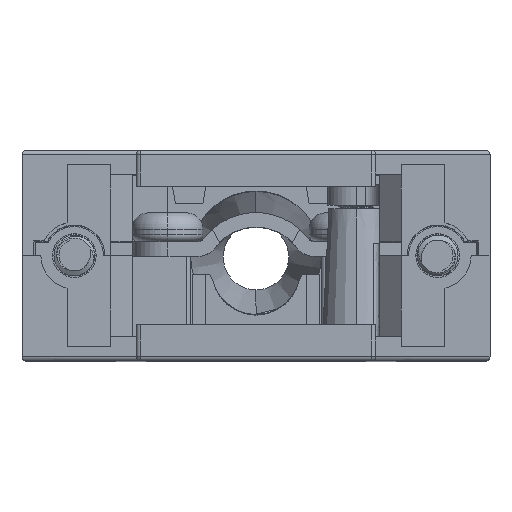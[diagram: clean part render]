
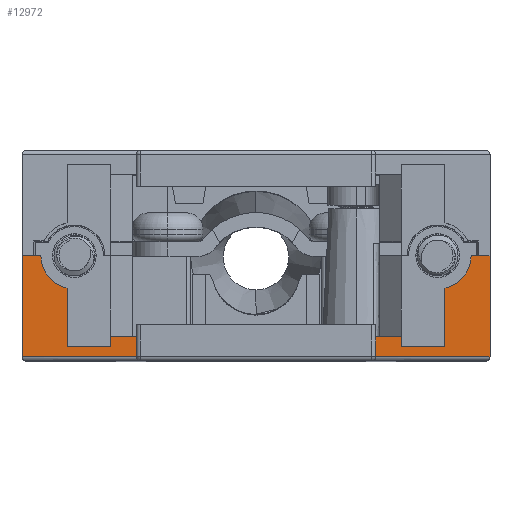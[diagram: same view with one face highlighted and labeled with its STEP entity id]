
A CAD part, top view. The second image highlights one B-rep face of the part: STEP entity #12972.
In plain terms, the highlighted planar face has unit normal (0, 0, 1).
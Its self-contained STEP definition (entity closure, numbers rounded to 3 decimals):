
#230 = ORIENTED_EDGE ( 'NONE', *, *, #26485, .F. ) ;
#501 = CARTESIAN_POINT ( 'NONE',  ( -13., -2.245, 0. ) ) ;
#563 = CARTESIAN_POINT ( 'NONE',  ( 16.1, -6.95, 0. ) ) ;
#594 = CARTESIAN_POINT ( 'NONE',  ( -10., 0., 0. ) ) ;
#638 = CARTESIAN_POINT ( 'NONE',  ( -12.5, 0., 0. ) ) ;
#975 = LINE ( 'NONE', #16016, #14571 ) ;
#1103 = VECTOR ( 'NONE', #13759, 1000. ) ;
#1365 = EDGE_CURVE ( 'NONE', #20258, #27922, #31984, .T. ) ;
#1471 = VECTOR ( 'NONE', #21167, 1000. ) ;
#1803 = CARTESIAN_POINT ( 'NONE',  ( 14.8, 0., 0. ) ) ;
#2384 = CARTESIAN_POINT ( 'NONE',  ( 10., -6.25, 0. ) ) ;
#2947 = ORIENTED_EDGE ( 'NONE', *, *, #14215, .T. ) ;
#2948 = EDGE_CURVE ( 'NONE', #25149, #10052, #19520, .T. ) ;
#3072 = DIRECTION ( 'NONE',  ( 0., 1., 0. ) ) ;
#3432 = VERTEX_POINT ( 'NONE', #22416 ) ;
#3516 = VECTOR ( 'NONE', #25724, 1000. ) ;
#3569 = AXIS2_PLACEMENT_3D ( 'NONE', #18181, #28735, #7461 ) ;
#4101 = LINE ( 'NONE', #32991, #18325 ) ;
#4513 = VECTOR ( 'NONE', #3072, 1000. ) ;
#4953 = CARTESIAN_POINT ( 'NONE',  ( -8.25, -6.25, 0. ) ) ;
#5118 = VERTEX_POINT ( 'NONE', #22667 ) ;
#5192 = DIRECTION ( 'NONE',  ( 1., 0., 0. ) ) ;
#5425 = CARTESIAN_POINT ( 'NONE',  ( -10., -6.25, 0. ) ) ;
#5511 = EDGE_CURVE ( 'NONE', #25149, #5118, #31875, .T. ) ;
#5545 = FACE_OUTER_BOUND ( 'NONE', #7601, .T. ) ;
#5620 = EDGE_CURVE ( 'NONE', #30463, #14865, #8484, .T. ) ;
#5928 = EDGE_CURVE ( 'NONE', #27922, #26049, #31112, .T. ) ;
#5972 = EDGE_CURVE ( 'NONE', #21394, #20823, #21443, .T. ) ;
#6008 = EDGE_CURVE ( 'NONE', #3432, #30463, #16225, .T. ) ;
#6166 = EDGE_CURVE ( 'NONE', #14643, #17841, #4101, .T. ) ;
#6237 = DIRECTION ( 'NONE',  ( 0., 1., 0. ) ) ;
#6492 = LINE ( 'NONE', #27273, #1103 ) ;
#6687 = DIRECTION ( 'NONE',  ( 0., 0., 1. ) ) ;
#7091 = ORIENTED_EDGE ( 'NONE', *, *, #24378, .F. ) ;
#7461 = DIRECTION ( 'NONE',  ( 1., 0., 0. ) ) ;
#7601 = EDGE_LOOP ( 'NONE', ( #18668, #22325, #29535, #27000, #7730, #31129, #2947, #15412, #10286, #21166, #11450, #16654, #25868, #230, #20951, #7091, #24288, #32119 ) ) ;
#7730 = ORIENTED_EDGE ( 'NONE', *, *, #2948, .F. ) ;
#8339 = VECTOR ( 'NONE', #31231, 1000. ) ;
#8426 = DIRECTION ( 'NONE',  ( 0., 0., 1. ) ) ;
#8484 = LINE ( 'NONE', #27183, #19961 ) ;
#9089 = DIRECTION ( 'NONE',  ( 1., 0., 0. ) ) ;
#9107 = DIRECTION ( 'NONE',  ( 1., 0., 0. ) ) ;
#9166 = EDGE_CURVE ( 'NONE', #19220, #21394, #23048, .T. ) ;
#10052 = VERTEX_POINT ( 'NONE', #24556 ) ;
#10286 = ORIENTED_EDGE ( 'NONE', *, *, #5620, .T. ) ;
#10525 = VECTOR ( 'NONE', #19690, 1000. ) ;
#11150 = DIRECTION ( 'NONE',  ( 0., 1., 0. ) ) ;
#11450 = ORIENTED_EDGE ( 'NONE', *, *, #21683, .F. ) ;
#11665 = VECTOR ( 'NONE', #20457, 1000. ) ;
#11668 = LINE ( 'NONE', #594, #33022 ) ;
#12220 = DIRECTION ( 'NONE',  ( 1., 0., 0. ) ) ;
#12883 = CARTESIAN_POINT ( 'NONE',  ( 8.25, -2.25, 0. ) ) ;
#12972 = ADVANCED_FACE ( 'NONE', ( #5545 ), #33755, .T. ) ;
#13281 = DIRECTION ( 'NONE',  ( -1., 0., 0. ) ) ;
#13640 = CARTESIAN_POINT ( 'NONE',  ( -16.1, -6.95, 0. ) ) ;
#13759 = DIRECTION ( 'NONE',  ( 1., 0., 0. ) ) ;
#13996 = CARTESIAN_POINT ( 'NONE',  ( -14.8, 0., 0. ) ) ;
#14017 = EDGE_CURVE ( 'NONE', #22040, #14865, #975, .T. ) ;
#14139 = CARTESIAN_POINT ( 'NONE',  ( -16.1, 0., 0. ) ) ;
#14215 = EDGE_CURVE ( 'NONE', #5118, #3432, #15127, .T. ) ;
#14564 = CARTESIAN_POINT ( 'NONE',  ( -16.1, -6.95, 0. ) ) ;
#14571 = VECTOR ( 'NONE', #9089, 1000. ) ;
#14643 = VERTEX_POINT ( 'NONE', #16752 ) ;
#14656 = CARTESIAN_POINT ( 'NONE',  ( 16.1, 0., 0. ) ) ;
#14865 = VERTEX_POINT ( 'NONE', #14656 ) ;
#15127 = LINE ( 'NONE', #12883, #3516 ) ;
#15412 = ORIENTED_EDGE ( 'NONE', *, *, #6008, .T. ) ;
#16016 = CARTESIAN_POINT ( 'NONE',  ( -16.1, 0., 0. ) ) ;
#16225 = LINE ( 'NONE', #13640, #20527 ) ;
#16654 = ORIENTED_EDGE ( 'NONE', *, *, #5972, .F. ) ;
#16752 = CARTESIAN_POINT ( 'NONE',  ( -16.1, -6.95, 0. ) ) ;
#17704 = CARTESIAN_POINT ( 'NONE',  ( 10., -5.55, 0. ) ) ;
#17841 = VERTEX_POINT ( 'NONE', #30879 ) ;
#18181 = CARTESIAN_POINT ( 'NONE',  ( -16.1, -7.25, 0. ) ) ;
#18325 = VECTOR ( 'NONE', #25401, 1000. ) ;
#18625 = EDGE_CURVE ( 'NONE', #25589, #22183, #34135, .T. ) ;
#18668 = ORIENTED_EDGE ( 'NONE', *, *, #1365, .F. ) ;
#18736 = VECTOR ( 'NONE', #26735, 1000. ) ;
#19220 = VERTEX_POINT ( 'NONE', #2384 ) ;
#19520 = LINE ( 'NONE', #27472, #10525 ) ;
#19657 = CARTESIAN_POINT ( 'NONE',  ( -10., -5.55, 0. ) ) ;
#19690 = DIRECTION ( 'NONE',  ( 0., -1., 0. ) ) ;
#19961 = VECTOR ( 'NONE', #6237, 1000. ) ;
#20258 = VERTEX_POINT ( 'NONE', #13996 ) ;
#20455 = CARTESIAN_POINT ( 'NONE',  ( -13., -6.25, 0. ) ) ;
#20457 = DIRECTION ( 'NONE',  ( 1., 0., 0. ) ) ;
#20527 = VECTOR ( 'NONE', #27479, 1000. ) ;
#20805 = AXIS2_PLACEMENT_3D ( 'NONE', #22288, #6687, #9107 ) ;
#20823 = VERTEX_POINT ( 'NONE', #26406 ) ;
#20951 = ORIENTED_EDGE ( 'NONE', *, *, #18625, .F. ) ;
#21166 = ORIENTED_EDGE ( 'NONE', *, *, #14017, .F. ) ;
#21167 = DIRECTION ( 'NONE',  ( 1., 0., 0. ) ) ;
#21394 = VERTEX_POINT ( 'NONE', #32466 ) ;
#21443 = LINE ( 'NONE', #21776, #4513 ) ;
#21604 = EDGE_CURVE ( 'NONE', #17841, #20258, #27975, .T. ) ;
#21683 = EDGE_CURVE ( 'NONE', #20823, #22040, #26872, .T. ) ;
#21776 = CARTESIAN_POINT ( 'NONE',  ( 13., -2.245, 0. ) ) ;
#22040 = VERTEX_POINT ( 'NONE', #1803 ) ;
#22183 = VERTEX_POINT ( 'NONE', #17704 ) ;
#22288 = CARTESIAN_POINT ( 'NONE',  ( 12.5, 0., 0. ) ) ;
#22325 = ORIENTED_EDGE ( 'NONE', *, *, #21604, .F. ) ;
#22416 = CARTESIAN_POINT ( 'NONE',  ( 8.25, -6.95, 0. ) ) ;
#22667 = CARTESIAN_POINT ( 'NONE',  ( 8.25, -6.25, 0. ) ) ;
#23048 = LINE ( 'NONE', #33742, #23248 ) ;
#23248 = VECTOR ( 'NONE', #5192, 1000. ) ;
#24126 = CARTESIAN_POINT ( 'NONE',  ( 10., 0., 0. ) ) ;
#24288 = ORIENTED_EDGE ( 'NONE', *, *, #30023, .F. ) ;
#24378 = EDGE_CURVE ( 'NONE', #25748, #25589, #11668, .T. ) ;
#24505 = CARTESIAN_POINT ( 'NONE',  ( -8.25, -6.25, 0. ) ) ;
#24556 = CARTESIAN_POINT ( 'NONE',  ( -8.25, -6.95, 0. ) ) ;
#25149 = VERTEX_POINT ( 'NONE', #24505 ) ;
#25401 = DIRECTION ( 'NONE',  ( 0., 1., 0. ) ) ;
#25589 = VERTEX_POINT ( 'NONE', #19657 ) ;
#25724 = DIRECTION ( 'NONE',  ( 0., -1., 0. ) ) ;
#25748 = VERTEX_POINT ( 'NONE', #5425 ) ;
#25868 = ORIENTED_EDGE ( 'NONE', *, *, #9166, .F. ) ;
#26049 = VERTEX_POINT ( 'NONE', #20455 ) ;
#26406 = CARTESIAN_POINT ( 'NONE',  ( 13., -2.245, 0. ) ) ;
#26485 = EDGE_CURVE ( 'NONE', #22183, #19220, #31555, .T. ) ;
#26735 = DIRECTION ( 'NONE',  ( 0., -1., 0. ) ) ;
#26872 = CIRCLE ( 'NONE', #20805, 2.3 ) ;
#27000 = ORIENTED_EDGE ( 'NONE', *, *, #32180, .T. ) ;
#27183 = CARTESIAN_POINT ( 'NONE',  ( 16.1, -7.25, 0. ) ) ;
#27273 = CARTESIAN_POINT ( 'NONE',  ( -13., -6.25, 0. ) ) ;
#27472 = CARTESIAN_POINT ( 'NONE',  ( -8.25, -2.25, 0. ) ) ;
#27479 = DIRECTION ( 'NONE',  ( 1., 0., 0. ) ) ;
#27922 = VERTEX_POINT ( 'NONE', #501 ) ;
#27975 = LINE ( 'NONE', #14139, #31259 ) ;
#28536 = DIRECTION ( 'NONE',  ( 0., -1., 0. ) ) ;
#28735 = DIRECTION ( 'NONE',  ( 0., 0., 1. ) ) ;
#28817 = VECTOR ( 'NONE', #28536, 1000. ) ;
#29535 = ORIENTED_EDGE ( 'NONE', *, *, #6166, .F. ) ;
#30023 = EDGE_CURVE ( 'NONE', #26049, #25748, #6492, .T. ) ;
#30463 = VERTEX_POINT ( 'NONE', #563 ) ;
#30879 = CARTESIAN_POINT ( 'NONE',  ( -16.1, 0., 0. ) ) ;
#31112 = LINE ( 'NONE', #31275, #28817 ) ;
#31129 = ORIENTED_EDGE ( 'NONE', *, *, #5511, .T. ) ;
#31231 = DIRECTION ( 'NONE',  ( 1., 0., 0. ) ) ;
#31259 = VECTOR ( 'NONE', #12220, 1000. ) ;
#31275 = CARTESIAN_POINT ( 'NONE',  ( -13., -2.245, 0. ) ) ;
#31515 = CARTESIAN_POINT ( 'NONE',  ( -10., -5.55, 0. ) ) ;
#31555 = LINE ( 'NONE', #24126, #18736 ) ;
#31875 = LINE ( 'NONE', #4953, #8339 ) ;
#31984 = CIRCLE ( 'NONE', #34223, 2.3 ) ;
#32119 = ORIENTED_EDGE ( 'NONE', *, *, #5928, .F. ) ;
#32180 = EDGE_CURVE ( 'NONE', #14643, #10052, #33764, .T. ) ;
#32466 = CARTESIAN_POINT ( 'NONE',  ( 13., -6.25, 0. ) ) ;
#32991 = CARTESIAN_POINT ( 'NONE',  ( -16.1, -7.25, 0. ) ) ;
#33022 = VECTOR ( 'NONE', #11150, 1000. ) ;
#33742 = CARTESIAN_POINT ( 'NONE',  ( 10., -6.25, 0. ) ) ;
#33755 = PLANE ( 'NONE',  #3569 ) ;
#33764 = LINE ( 'NONE', #14564, #11665 ) ;
#34135 = LINE ( 'NONE', #31515, #1471 ) ;
#34223 = AXIS2_PLACEMENT_3D ( 'NONE', #638, #8426, #13281 ) ;
